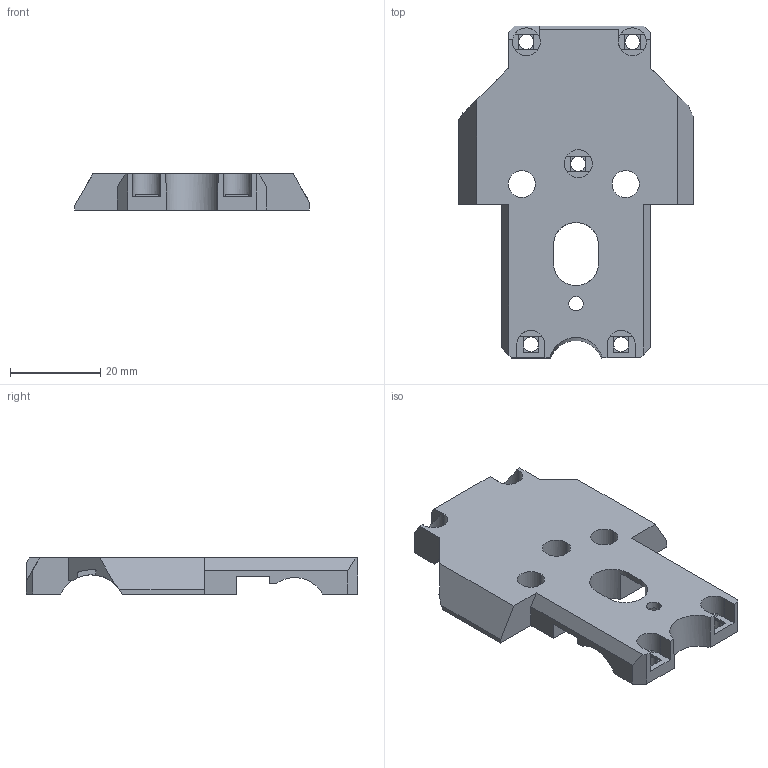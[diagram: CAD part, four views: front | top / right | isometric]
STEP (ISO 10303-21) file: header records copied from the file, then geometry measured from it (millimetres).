
FILE_DESCRIPTION (( 'STEP AP203' ), '1' );
FILE_NAME ('PrusaMK3_backpart.STEP', '2024-10-16T12:46:59', ( '' ), ( '' ), 'SwSTEP 2.0', 'SolidWorks 2022', '' );
FILE_SCHEMA (( 'CONFIG_CONTROL_DESIGN' ));
Length unit declared in the file: millimetre
Products named in the file (1): PrusaMK3_backpart
Bounding box: 52 x 73.5 x 8 mm (x, y, z)
Volume: 15631.6 mm3; surface area: 8106.6 mm2
Topology: 1 solids, 1 shells, 181 faces, 522 edges, 348 vertices
Faces by surface type: plane 130, cylinder 35, bspline 16
Entity records: 6885 total; most frequent: CARTESIAN_POINT 2102, ORIENTED_EDGE 1044, DIRECTION 887, EDGE_CURVE 522, LINE 377, VECTOR 377, VERTEX_POINT 348, AXIS2_PLACEMENT_3D 255
